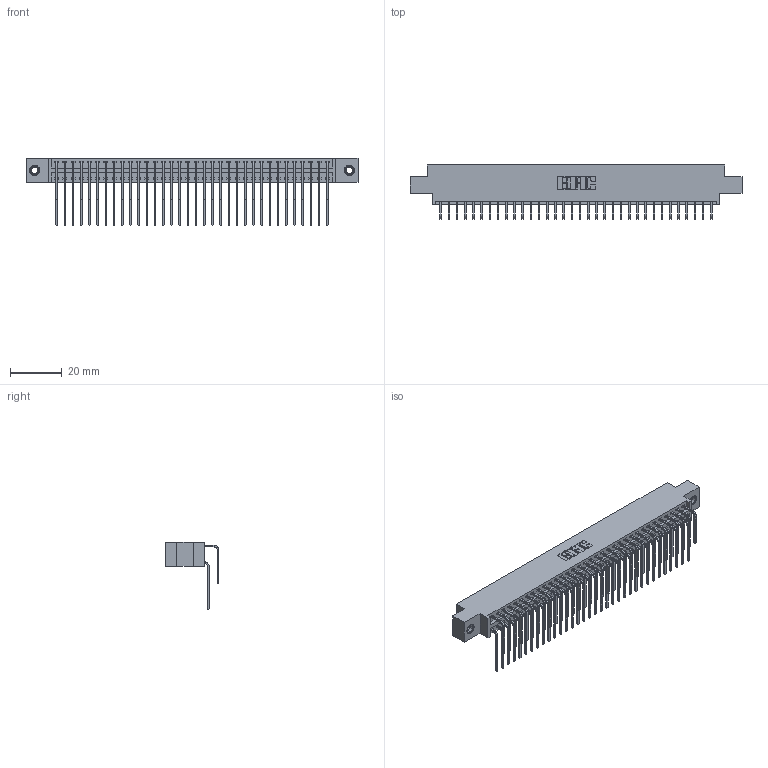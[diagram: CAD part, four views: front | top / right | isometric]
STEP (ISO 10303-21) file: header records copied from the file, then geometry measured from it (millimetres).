
FILE_DESCRIPTION (( 'STEP AP203' ), '1' );
FILE_NAME ('396-068-559-807.STEP', '2019-11-03T11:00:39', ( '' ), ( '' ), 'SwSTEP 2.0', 'SolidWorks 2016', '' );
FILE_SCHEMA (( 'CONFIG_CONTROL_DESIGN' ));
Length unit declared in the file: inch
Products named in the file (5): 346 Part_0.170 Offset - 0.156 Dia-TI; 345-250-001_345-250-005-103; 396-068-559-807; 345-292-001_559 Tail - 2; 345-292-001_558 559 Tail - 1
Assembly tree (71 placements, depth 2):
  396-068-559-807
    346 Part_0.170 Offset - 0.156 Dia-TI
    345-292-001_558 559 Tail - 1  x34
    345-292-001_559 Tail - 2  x34
    345-250-001_345-250-005-103  x2
Bounding box: 128.52 x 20.89 x 26.16 mm (x, y, z)
Volume: 12694.7 mm3; surface area: 19419.2 mm2
Topology: 71 solids, 71 shells, 3858 faces, 11425 edges, 7518 vertices
Faces by surface type: plane 2628, cylinder 1214, cone 12, torus 4
Entity records: 26368 total; most frequent: CARTESIAN_POINT 4394, ORIENTED_EDGE 4270, DIRECTION 3921, EDGE_CURVE 2135, LINE 1807, VECTOR 1807, VERTEX_POINT 1416, AXIS2_PLACEMENT_3D 1057
